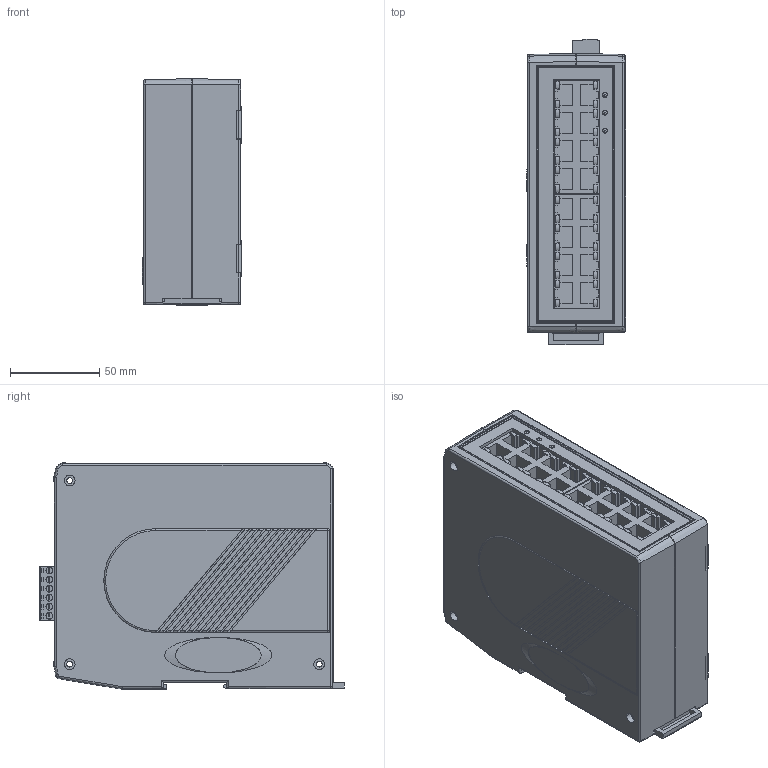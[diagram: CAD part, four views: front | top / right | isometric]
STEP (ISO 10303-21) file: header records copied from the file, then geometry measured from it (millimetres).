
FILE_DESCRIPTION (( 'STEP AP203' ), '1' );
FILE_NAME ('NS-216_20191213.STEP', '2021-08-26T01:13:35', ( 'Windows 使用者' ), ( '' ), 'SwSTEP 2.0', 'SolidWorks 2020', '' );
FILE_SCHEMA (( 'CONFIG_CONTROL_DESIGN' ));
Length unit declared in the file: millimetre
Products named in the file (17): MC100-50806; NS-216_PCB; 4SI71G0000023; 4SI71G0000018; NS-216_002; 4SI71G0000020; LED導光柱_圓頂_透明; NS-216_001; 97660-81488L1S0Y; 4SI71A0000001_test; ME010-50806; IC_BCM53212SKPBG; NS-216_20191213; MC100-50806_ME010; 4SI71G0000019; BL-Hxxxxx4B
Assembly tree (24 placements, depth 4):
  NS-216_20191213
    NS-216_PCB
      NS-216_PCB
      IC_BCM53212SKPBG
      MC100-50806_ME010
        ME010-50806
        MC100-50806
      97660-81488L1S0Y  x2
      BL-Hxxxxx4B  x3
    4SI71G0000018
    4SI71G0000023
    NS-216_001
    NS-216_002
    LED導光柱_圓頂_透明  x3
    4SI71G0000020  x4
    4SI71G0000019
    4SI71A0000001_test
Bounding box: 55.64 x 171.04 x 127.08 mm (x, y, z)
Volume: 266561.6 mm3; surface area: 253738.6 mm2
Topology: 22 solids, 22 shells, 3099 faces, 7824 edges, 5082 vertices
Faces by surface type: plane 2553, cylinder 423, sphere 48, cone 36, torus 22, bspline 17
Entity records: 70440 total; most frequent: CARTESIAN_POINT 14134, ORIENTED_EDGE 11330, DIRECTION 10727, EDGE_CURVE 5665, LINE 4765, VECTOR 4765, VERTEX_POINT 3678, AXIS2_PLACEMENT_3D 2981
